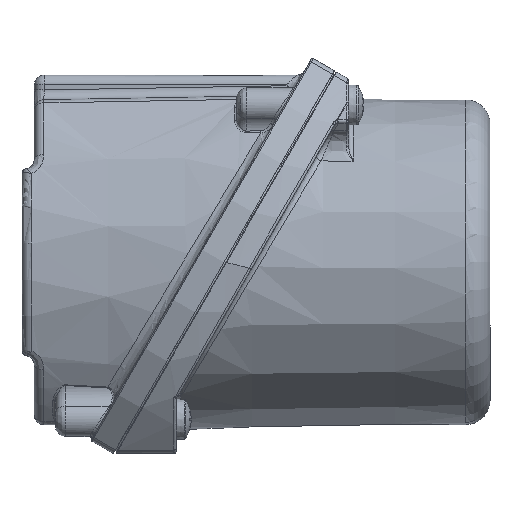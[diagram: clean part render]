
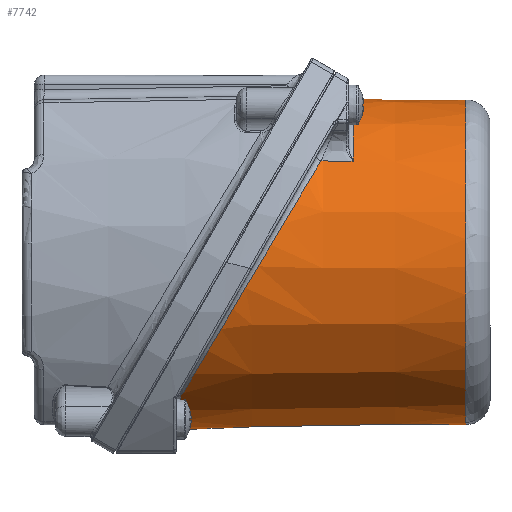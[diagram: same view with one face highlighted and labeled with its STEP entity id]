
A CAD part, front view. The second image highlights one B-rep face of the part: STEP entity #7742.
In plain terms, the highlighted conical face has half-angle 1 degrees and reference radius 33 mm.
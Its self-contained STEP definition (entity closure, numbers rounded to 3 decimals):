
#508=B_SPLINE_CURVE_WITH_KNOTS('',3,(#15531,#15532,#15533,#15534),
 .UNSPECIFIED.,.F.,.F.,(4,4),(-0.165,-0.071),
 .UNSPECIFIED.);
#510=B_SPLINE_CURVE_WITH_KNOTS('',3,(#15593,#15594,#15595,#15596,#15597,
#15598,#15599),.UNSPECIFIED.,.F.,.F.,(4,1,1,1,4),(-2.239,-2.016,
-1.57,-1.123,-0.676),.UNSPECIFIED.);
#516=B_SPLINE_CURVE_WITH_KNOTS('',3,(#15735,#15736,#15737,#15738),
 .UNSPECIFIED.,.F.,.F.,(4,4),(0.071,0.165),
 .UNSPECIFIED.);
#517=B_SPLINE_CURVE_WITH_KNOTS('',3,(#15784,#15785,#15786,#15787,#15788,
#15789,#15790),.UNSPECIFIED.,.F.,.F.,(4,1,1,1,4),(0.676,1.123,
1.57,1.793,2.239),.UNSPECIFIED.);
#519=B_SPLINE_CURVE_WITH_KNOTS('',3,(#15858,#15859,#15860,#15861),
 .UNSPECIFIED.,.F.,.F.,(4,4),(3.913,4.012),
 .UNSPECIFIED.);
#520=B_SPLINE_CURVE_WITH_KNOTS('',3,(#15862,#15863,#15864,#15865),
 .UNSPECIFIED.,.F.,.F.,(4,4),(-3.913,-3.351),
 .UNSPECIFIED.);
#521=B_SPLINE_CURVE_WITH_KNOTS('',3,(#15877,#15878,#15879,#15880),
 .UNSPECIFIED.,.F.,.F.,(4,4),(2.684,2.782),
 .UNSPECIFIED.);
#522=B_SPLINE_CURVE_WITH_KNOTS('',3,(#15881,#15882,#15883,#15884),
 .UNSPECIFIED.,.F.,.F.,(4,4),(-3.344,-2.782),
 .UNSPECIFIED.);
#1186=FACE_BOUND('',#3020,.T.);
#1614=CIRCLE('',#8468,34.099);
#1618=CIRCLE('',#8476,33.486);
#1620=CIRCLE('',#8480,33.086);
#1776=CONICAL_SURFACE('',#8479,33.,1.);
#2482=FACE_OUTER_BOUND('',#3019,.T.);
#3019=EDGE_LOOP('',(#6464,#6465,#6466,#6467,#6468,#6469,#6470,#6471,#6472,
#6473));
#3020=EDGE_LOOP('',(#6474));
#3653=VERTEX_POINT('',#14498);
#3686=VERTEX_POINT('',#15112);
#3711=VERTEX_POINT('',#15528);
#3712=VERTEX_POINT('',#15530);
#3714=VERTEX_POINT('',#15591);
#3717=VERTEX_POINT('',#15687);
#3719=VERTEX_POINT('',#15734);
#3720=VERTEX_POINT('',#15782);
#3721=VERTEX_POINT('',#15857);
#3722=VERTEX_POINT('',#15876);
#3723=VERTEX_POINT('',#15885);
#4673=EDGE_CURVE('',#3711,#3712,#508,.T.);
#4676=EDGE_CURVE('',#3714,#3711,#510,.T.);
#4684=EDGE_CURVE('',#3712,#3717,#1614,.T.);
#4688=EDGE_CURVE('',#3717,#3719,#516,.T.);
#4691=EDGE_CURVE('',#3719,#3720,#517,.T.);
#4693=EDGE_CURVE('',#3721,#3686,#519,.T.);
#4694=EDGE_CURVE('',#3721,#3714,#520,.T.);
#4697=EDGE_CURVE('',#3653,#3686,#1618,.T.);
#4699=EDGE_CURVE('',#3653,#3722,#521,.T.);
#4700=EDGE_CURVE('',#3720,#3722,#522,.T.);
#4701=EDGE_CURVE('',#3723,#3723,#1620,.T.);
#6464=ORIENTED_EDGE('',*,*,#4676,.F.);
#6465=ORIENTED_EDGE('',*,*,#4694,.F.);
#6466=ORIENTED_EDGE('',*,*,#4693,.T.);
#6467=ORIENTED_EDGE('',*,*,#4697,.F.);
#6468=ORIENTED_EDGE('',*,*,#4699,.T.);
#6469=ORIENTED_EDGE('',*,*,#4700,.F.);
#6470=ORIENTED_EDGE('',*,*,#4691,.F.);
#6471=ORIENTED_EDGE('',*,*,#4688,.F.);
#6472=ORIENTED_EDGE('',*,*,#4684,.F.);
#6473=ORIENTED_EDGE('',*,*,#4673,.F.);
#6474=ORIENTED_EDGE('',*,*,#4701,.F.);
#7742=ADVANCED_FACE('',(#2482,#1186),#1776,.T.);
#8468=AXIS2_PLACEMENT_3D('',#15688,#9898,#9899);
#8476=AXIS2_PLACEMENT_3D('',#15872,#9916,#9917);
#8479=AXIS2_PLACEMENT_3D('',#15875,#9922,#9923);
#8480=AXIS2_PLACEMENT_3D('',#15886,#9924,#9925);
#9898=DIRECTION('center_axis',(-1.,0.,0.));
#9899=DIRECTION('ref_axis',(0.,0.,
-1.));
#9916=DIRECTION('center_axis',(-1.,0.,0.));
#9917=DIRECTION('ref_axis',(0.,0.,
1.));
#9922=DIRECTION('center_axis',(-1.,0.,0.));
#9923=DIRECTION('ref_axis',(0.,-1.,0.));
#9924=DIRECTION('center_axis',(1.,0.,0.));
#9925=DIRECTION('ref_axis',(0.,-1.,0.));
#14498=CARTESIAN_POINT('',(64.984,-26.418,20.576));
#15112=CARTESIAN_POINT('',(64.984,26.418,20.576));
#15528=CARTESIAN_POINT('',(30.243,21.172,-26.721));
#15530=CARTESIAN_POINT('',(29.856,20.52,-27.233));
#15531=CARTESIAN_POINT('Ctrl Pts',(30.243,21.172,-26.721));
#15532=CARTESIAN_POINT('Ctrl Pts',(30.137,20.949,-26.9));
#15533=CARTESIAN_POINT('Ctrl Pts',(30.009,20.73,-27.072));
#15534=CARTESIAN_POINT('Ctrl Pts',(29.856,20.52,-27.233));
#15591=CARTESIAN_POINT('',(58.382,26.529,20.621));
#15593=CARTESIAN_POINT('Ctrl Pts',(58.382,26.529,20.621));
#15594=CARTESIAN_POINT('Ctrl Pts',(57.208,28.09,18.646));
#15595=CARTESIAN_POINT('Ctrl Pts',(53.376,32.115,12.201));
#15596=CARTESIAN_POINT('Ctrl Pts',(45.895,34.963,-0.383));
#15597=CARTESIAN_POINT('Ctrl Pts',(36.921,31.516,-15.483));
#15598=CARTESIAN_POINT('Ctrl Pts',(32.116,25.098,-23.569));
#15599=CARTESIAN_POINT('Ctrl Pts',(30.243,21.172,-26.721));
#15687=CARTESIAN_POINT('',(29.856,-20.52,-27.233));
#15688=CARTESIAN_POINT('Origin',(29.856,0.,0.));
#15734=CARTESIAN_POINT('',(30.243,-21.172,-26.721));
#15735=CARTESIAN_POINT('Ctrl Pts',(29.856,-20.52,-27.233));
#15736=CARTESIAN_POINT('Ctrl Pts',(30.009,-20.73,-27.072));
#15737=CARTESIAN_POINT('Ctrl Pts',(30.137,-20.95,-26.899));
#15738=CARTESIAN_POINT('Ctrl Pts',(30.243,-21.172,-26.721));
#15782=CARTESIAN_POINT('',(58.382,-26.529,20.621));
#15784=CARTESIAN_POINT('Ctrl Pts',(30.243,-21.172,-26.721));
#15785=CARTESIAN_POINT('Ctrl Pts',(32.116,-25.098,-23.569));
#15786=CARTESIAN_POINT('Ctrl Pts',(36.921,-31.52,-15.481));
#15787=CARTESIAN_POINT('Ctrl Pts',(44.398,-34.382,-2.902));
#15788=CARTESIAN_POINT('Ctrl Pts',(51.882,-32.979,9.688));
#15789=CARTESIAN_POINT('Ctrl Pts',(56.034,-29.651,16.672));
#15790=CARTESIAN_POINT('Ctrl Pts',(58.382,-26.529,20.621));
#15857=CARTESIAN_POINT('',(64.002,26.435,20.583));
#15858=CARTESIAN_POINT('Ctrl Pts',(64.002,26.435,20.583));
#15859=CARTESIAN_POINT('Ctrl Pts',(64.329,26.429,20.58));
#15860=CARTESIAN_POINT('Ctrl Pts',(64.657,26.424,20.578));
#15861=CARTESIAN_POINT('Ctrl Pts',(64.984,26.418,20.576));
#15862=CARTESIAN_POINT('Ctrl Pts',(64.002,26.435,20.583));
#15863=CARTESIAN_POINT('Ctrl Pts',(62.129,26.466,20.595));
#15864=CARTESIAN_POINT('Ctrl Pts',(60.256,26.498,20.608));
#15865=CARTESIAN_POINT('Ctrl Pts',(58.382,26.529,20.621));
#15872=CARTESIAN_POINT('Origin',(64.984,0.,
0.));
#15875=CARTESIAN_POINT('Origin',(92.802,0.,
0.));
#15876=CARTESIAN_POINT('',(64.002,-26.435,20.583));
#15877=CARTESIAN_POINT('Ctrl Pts',(64.984,-26.418,20.576));
#15878=CARTESIAN_POINT('Ctrl Pts',(64.657,-26.424,20.578));
#15879=CARTESIAN_POINT('Ctrl Pts',(64.329,-26.429,20.58));
#15880=CARTESIAN_POINT('Ctrl Pts',(64.002,-26.435,20.583));
#15881=CARTESIAN_POINT('Ctrl Pts',(58.382,-26.529,20.621));
#15882=CARTESIAN_POINT('Ctrl Pts',(60.256,-26.498,20.608));
#15883=CARTESIAN_POINT('Ctrl Pts',(62.129,-26.466,20.595));
#15884=CARTESIAN_POINT('Ctrl Pts',(64.002,-26.435,20.583));
#15885=CARTESIAN_POINT('',(87.889,33.086,0.));
#15886=CARTESIAN_POINT('Origin',(87.889,0.,
0.));
